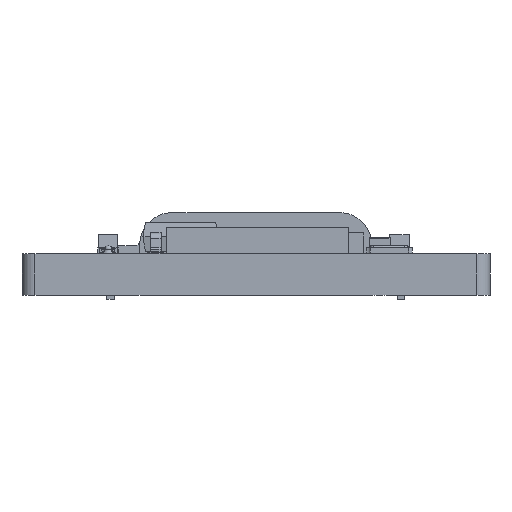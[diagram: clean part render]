
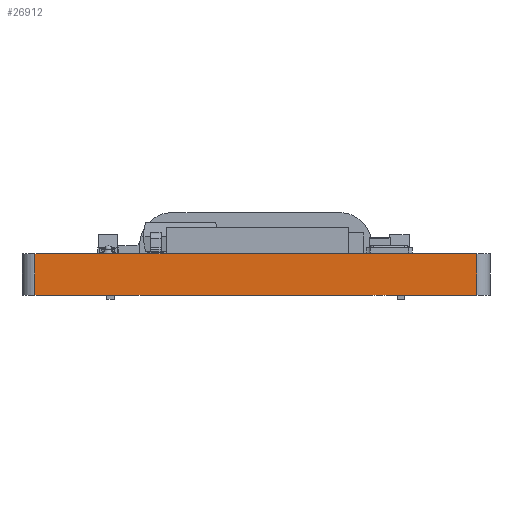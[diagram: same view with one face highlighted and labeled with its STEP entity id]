
A CAD part, front view. The second image highlights one B-rep face of the part: STEP entity #26912.
In plain terms, the highlighted planar face has unit normal (0, -1, 0).
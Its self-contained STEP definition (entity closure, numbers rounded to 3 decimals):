
#25581 = VERTEX_POINT('',#25582);
#25582 = CARTESIAN_POINT('',(8.5,-16.5,0.));
#25589 = EDGE_CURVE('',#25590,#25581,#25592,.T.);
#25590 = VERTEX_POINT('',#25591);
#25591 = CARTESIAN_POINT('',(-8.5,-16.5,0.));
#25592 = LINE('',#25593,#25594);
#25593 = CARTESIAN_POINT('',(-8.5,-16.5,0.));
#25594 = VECTOR('',#25595,1.);
#25595 = DIRECTION('',(1.,0.,-0.));
#25917 = VERTEX_POINT('',#25918);
#25918 = CARTESIAN_POINT('',(-8.5,-16.5,1.6));
#25925 = EDGE_CURVE('',#25917,#25926,#25928,.T.);
#25926 = VERTEX_POINT('',#25927);
#25927 = CARTESIAN_POINT('',(8.5,-16.5,1.6));
#25928 = LINE('',#25929,#25930);
#25929 = CARTESIAN_POINT('',(-8.5,-16.5,1.6));
#25930 = VECTOR('',#25931,1.);
#25931 = DIRECTION('',(1.,-0.,-0.));
#26912 = ADVANCED_FACE('',(#26913),#26929,.T.);
#26913 = FACE_BOUND('',#26914,.T.);
#26914 = EDGE_LOOP('',(#26915,#26916,#26922,#26923));
#26915 = ORIENTED_EDGE('',*,*,#25589,.T.);
#26916 = ORIENTED_EDGE('',*,*,#26917,.T.);
#26917 = EDGE_CURVE('',#25581,#25926,#26918,.T.);
#26918 = LINE('',#26919,#26920);
#26919 = CARTESIAN_POINT('',(8.5,-16.5,0.));
#26920 = VECTOR('',#26921,1.);
#26921 = DIRECTION('',(-0.,-0.,1.));
#26922 = ORIENTED_EDGE('',*,*,#25925,.F.);
#26923 = ORIENTED_EDGE('',*,*,#26924,.T.);
#26924 = EDGE_CURVE('',#25917,#25590,#26925,.T.);
#26925 = LINE('',#26926,#26927);
#26926 = CARTESIAN_POINT('',(-8.5,-16.5,1.6));
#26927 = VECTOR('',#26928,1.);
#26928 = DIRECTION('',(0.,0.,-1.));
#26929 = PLANE('',#26930);
#26930 = AXIS2_PLACEMENT_3D('',#26931,#26932,#26933);
#26931 = CARTESIAN_POINT('',(0.,-16.5,0.));
#26932 = DIRECTION('',(0.,-1.,0.));
#26933 = DIRECTION('',(0.,0.,-1.));
